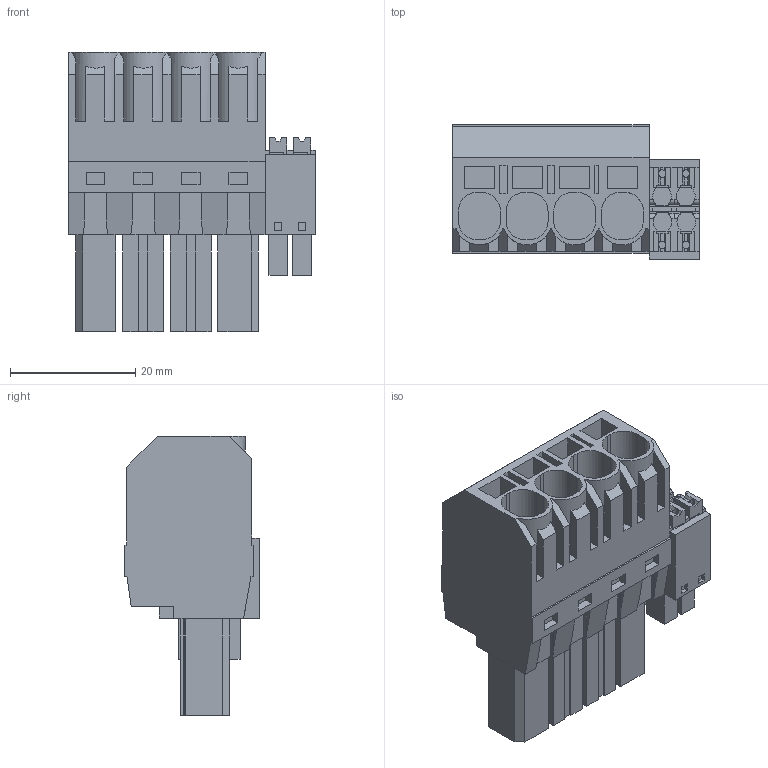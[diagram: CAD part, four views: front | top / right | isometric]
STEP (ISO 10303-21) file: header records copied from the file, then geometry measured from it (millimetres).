
FILE_DESCRIPTION(('CATIA V5 STEP Exchange','CAx-IF Rec.Pracs.--- Model Styling and Organization---1.4--- 2014-01-23'),'2;1');
FILE_NAME ('D1448290_1_1080510000_1080510000.stp','2023-09-07T12:49:22+00:00',('none'),('Weidmueller'),'CATIA Version 5-6 Release 2016 SP3 HF44','CATIA V5 STEP AP214','none');
FILE_SCHEMA(('AUTOMOTIVE_DESIGN { 1 0 10303 214 1 1 1 1 }'));
Length unit declared in the file: millimetre
Products named in the file (1): 1080510000
Bounding box: 39.41 x 21.53 x 44.7 mm (x, y, z)
Volume: 19287.3 mm3; surface area: 9540.1 mm2
Topology: 5 solids, 5 shells, 604 faces, 1698 edges, 1139 vertices
Faces by surface type: plane 548, cylinder 56
Entity records: 18463 total; most frequent: CARTESIAN_POINT 3687, ORIENTED_EDGE 3396, DIRECTION 2447, EDGE_CURVE 1698, VECTOR 1528, LINE 1528, VERTEX_POINT 1139, EDGE_LOOP 647
